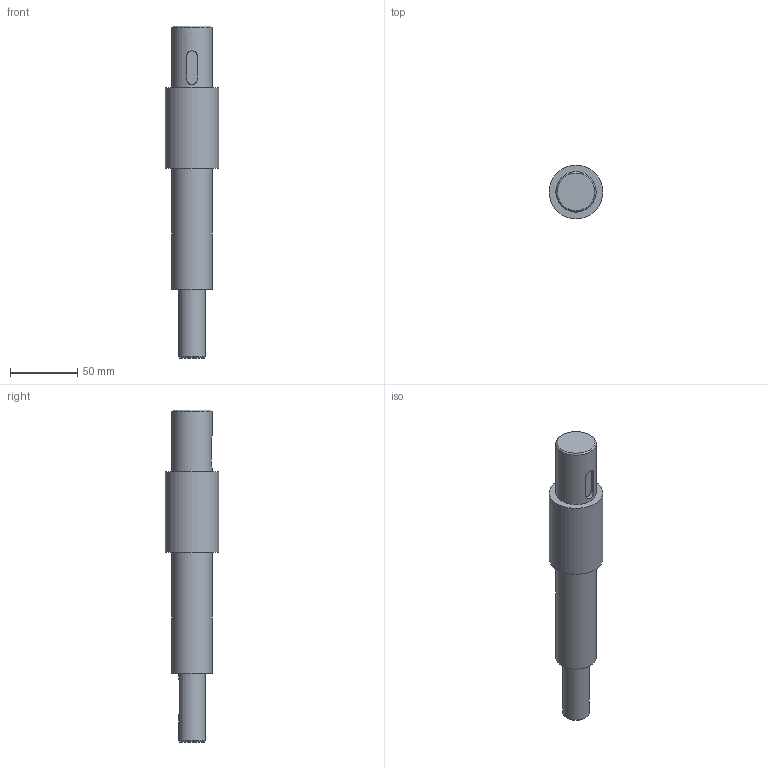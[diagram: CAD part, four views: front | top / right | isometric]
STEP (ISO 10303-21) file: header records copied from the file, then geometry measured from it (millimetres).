
FILE_DESCRIPTION( ('This file contains a STEP AP42 implementation' ,'as created by ZW3D STEP Interface translator.' ,'') ,'2;1' );
FILE_NAME( '喘謫160饜璃.ipt.stp' ,'251027.114722', (''), ('ZWCAD Software Co.'), 'Version 1.0', 'ZW3D to STEP translator', '' );
FILE_SCHEMA(('AUTOMOTIVE_DESIGN { 1 0 10303 214 1 1 1 1 }'));
Length unit declared in the file: millimetre
Products named in the file (1): 0
Bounding box: 40 x 40 x 247 mm (x, y, z)
Volume: 186571.8 mm3; surface area: 26260.8 mm2
Topology: 1 solids, 1 shells, 21 faces, 54 edges, 40 vertices
Faces by surface type: plane 11, cylinder 8, cone 2
Full cylindrical faces by diameter (mm): 20 x1, 30 x2, 40 x1
Entity records: 765 total; most frequent: CARTESIAN_POINT 188, DIRECTION 114, ORIENTED_EDGE 108, EDGE_CURVE 54, AXIS2_PLACEMENT_3D 46, VERTEX_POINT 40, EDGE_LOOP 26, CIRCLE 24
